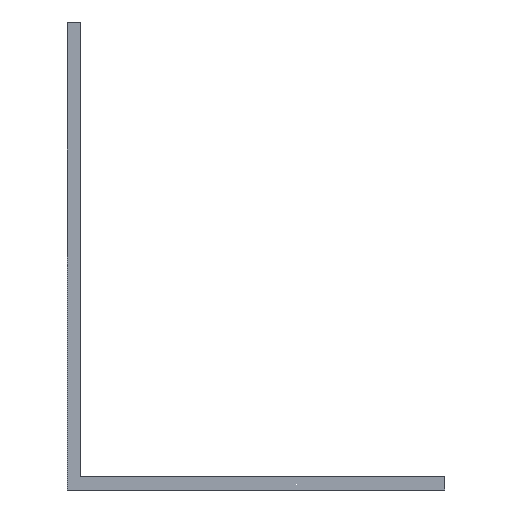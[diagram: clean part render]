
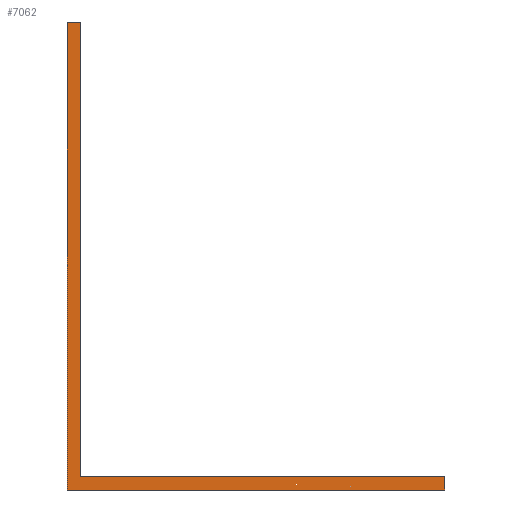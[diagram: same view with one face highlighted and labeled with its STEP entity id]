
A CAD part, front view. The second image highlights one B-rep face of the part: STEP entity #7062.
In plain terms, the highlighted planar face has unit normal (0, -1, 0).
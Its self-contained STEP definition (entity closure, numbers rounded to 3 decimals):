
#159 = CARTESIAN_POINT ( 'NONE',  ( 0., -995., 0. ) ) ;
#212 = CARTESIAN_POINT ( 'NONE',  ( 42., -995., 0. ) ) ;
#329 = FACE_OUTER_BOUND ( 'NONE', #5259, .T. ) ;
#394 = CARTESIAN_POINT ( 'NONE',  ( 1.5, -995., 1.5 ) ) ;
#803 = PLANE ( 'NONE',  #5519 ) ;
#1209 = LINE ( 'NONE', #1400, #9541 ) ;
#1388 = ORIENTED_EDGE ( 'NONE', *, *, #6500, .F. ) ;
#1400 = CARTESIAN_POINT ( 'NONE',  ( 0., -995., 52. ) ) ;
#1673 = DIRECTION ( 'NONE',  ( -1., 0., 0. ) ) ;
#1787 = DIRECTION ( 'NONE',  ( 0., 0., -1. ) ) ;
#1858 = CARTESIAN_POINT ( 'NONE',  ( 1.5, -995., 52. ) ) ;
#1888 = VERTEX_POINT ( 'NONE', #212 ) ;
#2171 = VERTEX_POINT ( 'NONE', #5910 ) ;
#2321 = EDGE_CURVE ( 'NONE', #6019, #9596, #8573, .T. ) ;
#2377 = DIRECTION ( 'NONE',  ( 0., 0., 1. ) ) ;
#2502 = ORIENTED_EDGE ( 'NONE', *, *, #5843, .T. ) ;
#2855 = CARTESIAN_POINT ( 'NONE',  ( 1.5, -995., 52. ) ) ;
#3038 = EDGE_CURVE ( 'NONE', #1888, #2171, #6106, .T. ) ;
#3187 = VECTOR ( 'NONE', #5050, 1000. ) ;
#3225 = CARTESIAN_POINT ( 'NONE',  ( 42., -995., 0. ) ) ;
#3267 = EDGE_CURVE ( 'NONE', #3657, #1888, #9528, .T. ) ;
#3316 = LINE ( 'NONE', #2855, #5539 ) ;
#3319 = CARTESIAN_POINT ( 'NONE',  ( 0., -995., 0. ) ) ;
#3456 = LINE ( 'NONE', #9697, #3187 ) ;
#3657 = VERTEX_POINT ( 'NONE', #10545 ) ;
#3704 = DIRECTION ( 'NONE',  ( -1., 0., 0. ) ) ;
#5050 = DIRECTION ( 'NONE',  ( 1., 0., 0. ) ) ;
#5259 = EDGE_LOOP ( 'NONE', ( #1388, #5967, #10238, #2502, #6672, #9716 ) ) ;
#5519 = AXIS2_PLACEMENT_3D ( 'NONE', #3319, #6737, #1673 ) ;
#5539 = VECTOR ( 'NONE', #3704, 1000. ) ;
#5843 = EDGE_CURVE ( 'NONE', #10102, #3657, #1209, .T. ) ;
#5910 = CARTESIAN_POINT ( 'NONE',  ( 42., -995., 1.5 ) ) ;
#5967 = ORIENTED_EDGE ( 'NONE', *, *, #2321, .F. ) ;
#6019 = VERTEX_POINT ( 'NONE', #8080 ) ;
#6106 = LINE ( 'NONE', #3225, #8051 ) ;
#6124 = VECTOR ( 'NONE', #1787, 1000. ) ;
#6500 = EDGE_CURVE ( 'NONE', #9596, #2171, #3456, .T. ) ;
#6672 = ORIENTED_EDGE ( 'NONE', *, *, #3267, .T. ) ;
#6737 = DIRECTION ( 'NONE',  ( 0., -1., 0. ) ) ;
#6792 = DIRECTION ( 'NONE',  ( 1., 0., 0. ) ) ;
#6793 = CARTESIAN_POINT ( 'NONE',  ( 0., -995., 52. ) ) ;
#7062 = ADVANCED_FACE ( 'NONE', ( #329 ), #803, .T. ) ;
#7426 = VECTOR ( 'NONE', #6792, 1000. ) ;
#8051 = VECTOR ( 'NONE', #2377, 1000. ) ;
#8080 = CARTESIAN_POINT ( 'NONE',  ( 1.5, -995., 52. ) ) ;
#8134 = DIRECTION ( 'NONE',  ( 0., 0., -1. ) ) ;
#8573 = LINE ( 'NONE', #1858, #6124 ) ;
#9528 = LINE ( 'NONE', #159, #7426 ) ;
#9541 = VECTOR ( 'NONE', #8134, 1000. ) ;
#9596 = VERTEX_POINT ( 'NONE', #394 ) ;
#9697 = CARTESIAN_POINT ( 'NONE',  ( 0., -995., 1.5 ) ) ;
#9716 = ORIENTED_EDGE ( 'NONE', *, *, #3038, .T. ) ;
#10102 = VERTEX_POINT ( 'NONE', #6793 ) ;
#10238 = ORIENTED_EDGE ( 'NONE', *, *, #10379, .T. ) ;
#10379 = EDGE_CURVE ( 'NONE', #6019, #10102, #3316, .T. ) ;
#10545 = CARTESIAN_POINT ( 'NONE',  ( 0., -995., 0. ) ) ;
